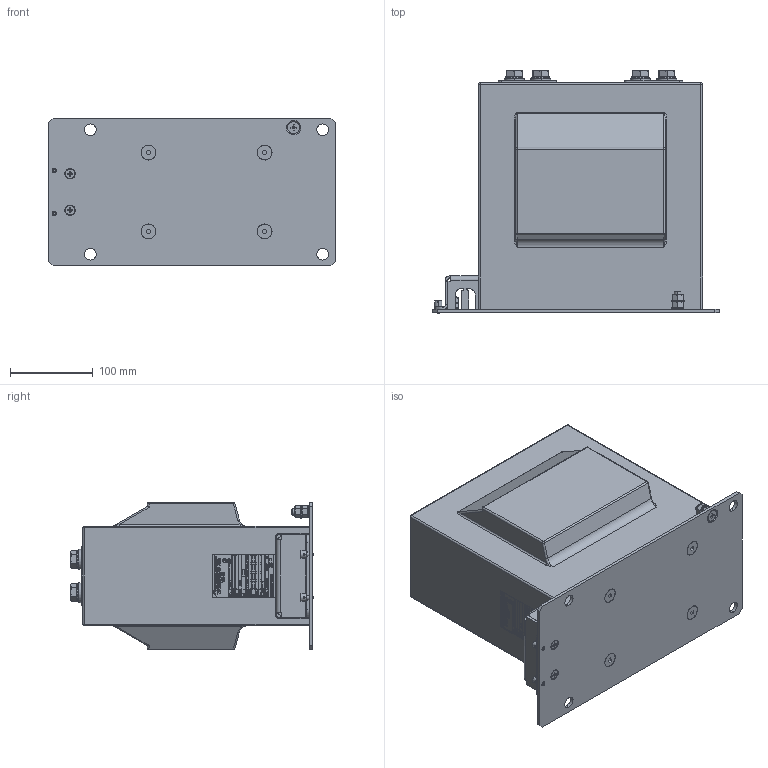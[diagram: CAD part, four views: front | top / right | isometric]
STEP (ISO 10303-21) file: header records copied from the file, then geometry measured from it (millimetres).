
FILE_DESCRIPTION (( 'STEP AP214' ), '1' );
FILE_NAME ('ﾒﾋﾊ-ﾑﾒ-20 (2000ﾀ).STEP', '2023-06-28T08:51:53', ( '' ), ( '' ), 'SwSTEP 2.0', 'SolidWorks 2014', '' );
FILE_SCHEMA (( 'AUTOMOTIVE_DESIGN' ));
Length unit declared in the file: millimetre
Products named in the file (24): Êîìïàóíä ÒËÊ-ÑÒ-20_’‹Š-‘’-20 (2000€. 2500€); Áîëò DIN 933_6å12; ÂÅÈÓ.758472.024 Ãàéêà ñïåöèàëüíàÿ; ﾘ琺矜 DIN 125 ﾀ_6.01.019; ÂÅÈÓ.671213.351 Àêòèâíàÿ ÷àñòü ÒËÊ-ÑÒ-20_2000 €; Ãàéêà øåñòèãðàííàÿ DIN 934_6; ﾘ琺矜 DIN 127 B_6; 屡扔.758472.007 绵殛郷-01; ﾘ琺矜 DIN 125 ﾀ_8.01.019; 屡扔.757465.021 袜觐礤黜桕_-01; Ãàéêà øåñòèãðàííàÿ DIN 934_8; ﾘ琺矜 DIN 127 B_8; ﾒﾋﾊ-ﾑﾒ-20 (2000ﾀ); Âèíò DIN 965_Œ6å20; Âèíò DIN 965_Œ8å25; Âèíò ïîòàé ñ âí. øåñò. DIN 7991_8å20; Áîëò DIN 933_12å30 ; ﾘ琺矜 DIN 127 B_12; ﾘ琺矜 DIN 125 ﾀ_12.01.019; ÂÅÈÓ.754312.182À Òàáëè÷êà òåõíè÷åñêèõ äàííûõ ÒËÊ-ÑÒ_-00; 屡扔.758181.002 妈眚 镫铎徼痤忸黜; ÂÅÈÓ.735314.027 Êðûøêà çàùèòíàÿ; 屡扔.733411.007 务眍忄龛錩-01; ÂÅÈÓ.671213.562 Ñáîðêà ñ çàëèâêîé ÒËÊ-ÑÒ-20_’‹Š-‘’-20 (2000€)
Assembly tree (73 placements, depth 4):
  ﾒﾋﾊ-ﾑﾒ-20 (2000ﾀ)
    ÂÅÈÓ.671213.562 Ñáîðêà ñ çàëèâêîé ÒËÊ-ÑÒ-20_’‹Š-‘’-20 (2000€)
      ÂÅÈÓ.671213.351 Àêòèâíàÿ ÷àñòü ÒËÊ-ÑÒ-20_2000 €
        屡扔.757465.021 袜觐礤黜桕_-01  x2
        屡扔.758472.007 绵殛郷-01  x4
      ÂÅÈÓ.758472.024 Ãàéêà ñïåöèàëüíàÿ  x4
      Êîìïàóíä ÒËÊ-ÑÒ-20_’‹Š-‘’-20 (2000€. 2500€)
    屡扔.733411.007 务眍忄龛錩-01
    ÂÅÈÓ.735314.027 Êðûøêà çàùèòíàÿ
    屡扔.758181.002 妈眚 镫铎徼痤忸黜  x2
    ÂÅÈÓ.754312.182À Òàáëè÷êà òåõíè÷åñêèõ äàííûõ ÒËÊ-ÑÒ_-00
    ﾘ琺矜 DIN 125 ﾀ_12.01.019  x8
    ﾘ琺矜 DIN 127 B_12  x8
    Áîëò DIN 933_12å30   x8
    Âèíò ïîòàé ñ âí. øåñò. DIN 7991_8å20  x4
    Âèíò DIN 965_Œ8å25
    Âèíò DIN 965_Œ6å20  x2
    ﾘ琺矜 DIN 127 B_8
    Ãàéêà øåñòèãðàííàÿ DIN 934_8  x2
    ﾘ琺矜 DIN 125 ﾀ_8.01.019
    ﾘ琺矜 DIN 127 B_6  x6
    Ãàéêà øåñòèãðàííàÿ DIN 934_6  x4
    ﾘ琺矜 DIN 125 ﾀ_6.01.019  x6
    Áîëò DIN 933_6å12  x4
Bounding box: 345 x 292.5 x 178 mm (x, y, z)
Volume: 10958951.5 mm3; surface area: 582996.5 mm2
Topology: 71 solids, 71 shells, 4472 faces, 11452 edges, 7432 vertices
Faces by surface type: plane 2463, bspline 1095, cylinder 482, cone 311, torus 93, sphere 28
Entity records: 194924 total; most frequent: CARTESIAN_POINT 79621, ORIENTED_EDGE 19410, DIRECTION 13461, EDGE_CURVE 9705, LINE 6723, VECTOR 6723, VERTEX_POINT 6391, EDGE_LOOP 4102
